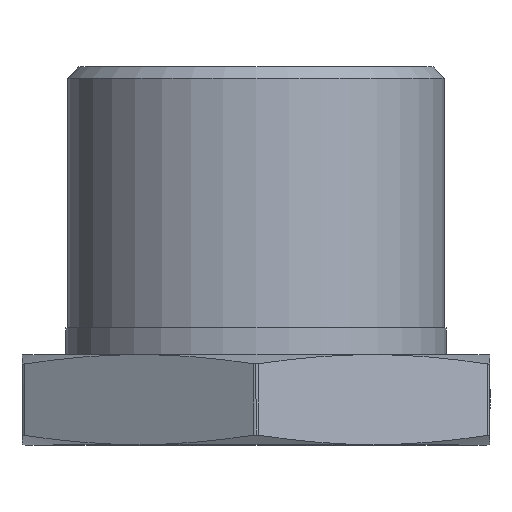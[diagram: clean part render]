
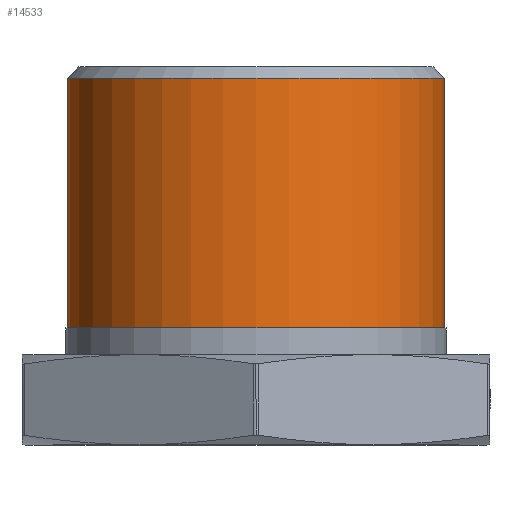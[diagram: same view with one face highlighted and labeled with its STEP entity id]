
A CAD part, top view. The second image highlights one B-rep face of the part: STEP entity #14533.
In plain terms, the highlighted cylindrical face has radius 10.477 mm (diameter 20.955 mm), a partial arc.
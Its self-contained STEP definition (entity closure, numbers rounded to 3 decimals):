
#83 = FACE_OUTER_BOUND ( 'NONE', #11231, .T. ) ;
#342 = DIRECTION ( 'NONE',  ( 1., 0., 0. ) ) ;
#482 = DIRECTION ( 'NONE',  ( 1., 0., 0. ) ) ;
#941 = DIRECTION ( 'NONE',  ( 0., 1., 0. ) ) ;
#1054 = EDGE_CURVE ( 'NONE', #5292, #11052, #4382, .T. ) ;
#1218 = VECTOR ( 'NONE', #8223, 1000. ) ;
#1671 = CARTESIAN_POINT ( 'NONE',  ( 0., 5., 0. ) ) ;
#1818 = AXIS2_PLACEMENT_3D ( 'NONE', #1671, #9172, #342 ) ;
#1887 = ORIENTED_EDGE ( 'NONE', *, *, #3059, .F. ) ;
#2586 = VECTOR ( 'NONE', #11196, 1000. ) ;
#3059 = EDGE_CURVE ( 'NONE', #3638, #5292, #6274, .T. ) ;
#3396 = EDGE_CURVE ( 'NONE', #15303, #11052, #10326, .T. ) ;
#3606 = CIRCLE ( 'NONE', #13143, 10.477 ) ;
#3638 = VERTEX_POINT ( 'NONE', #6589 ) ;
#4098 = CARTESIAN_POINT ( 'NONE',  ( 0., 20.36, 0. ) ) ;
#4382 = CIRCLE ( 'NONE', #10148, 10.477 ) ;
#4616 = CARTESIAN_POINT ( 'NONE',  ( 10.477, 5., 0. ) ) ;
#5042 = ORIENTED_EDGE ( 'NONE', *, *, #7369, .T. ) ;
#5270 = CYLINDRICAL_SURFACE ( 'NONE', #1818, 10.477 ) ;
#5292 = VERTEX_POINT ( 'NONE', #13955 ) ;
#6274 = LINE ( 'NONE', #7525, #2586 ) ;
#6589 = CARTESIAN_POINT ( 'NONE',  ( -10.477, 6.5, 0. ) ) ;
#7315 = CARTESIAN_POINT ( 'NONE',  ( 0., 6.5, 0. ) ) ;
#7369 = EDGE_CURVE ( 'NONE', #3638, #15303, #3606, .T. ) ;
#7525 = CARTESIAN_POINT ( 'NONE',  ( -10.477, 5., 0. ) ) ;
#8223 = DIRECTION ( 'NONE',  ( 0., 1., 0. ) ) ;
#8964 = ORIENTED_EDGE ( 'NONE', *, *, #1054, .F. ) ;
#9172 = DIRECTION ( 'NONE',  ( 0., 1., 0. ) ) ;
#9938 = CARTESIAN_POINT ( 'NONE',  ( 10.477, 6.5, 0. ) ) ;
#10148 = AXIS2_PLACEMENT_3D ( 'NONE', #4098, #11640, #482 ) ;
#10326 = LINE ( 'NONE', #4616, #1218 ) ;
#10535 = ORIENTED_EDGE ( 'NONE', *, *, #3396, .T. ) ;
#10744 = DIRECTION ( 'NONE',  ( 1., 0., 0. ) ) ;
#11052 = VERTEX_POINT ( 'NONE', #13042 ) ;
#11196 = DIRECTION ( 'NONE',  ( 0., 1., 0. ) ) ;
#11231 = EDGE_LOOP ( 'NONE', ( #1887, #5042, #10535, #8964 ) ) ;
#11640 = DIRECTION ( 'NONE',  ( 0., 1., 0. ) ) ;
#13042 = CARTESIAN_POINT ( 'NONE',  ( 10.478, 20.36, 0. ) ) ;
#13143 = AXIS2_PLACEMENT_3D ( 'NONE', #7315, #941, #10744 ) ;
#13955 = CARTESIAN_POINT ( 'NONE',  ( -10.478, 20.36, 0. ) ) ;
#14533 = ADVANCED_FACE ( 'NONE', ( #83 ), #5270, .T. ) ;
#15303 = VERTEX_POINT ( 'NONE', #9938 ) ;
